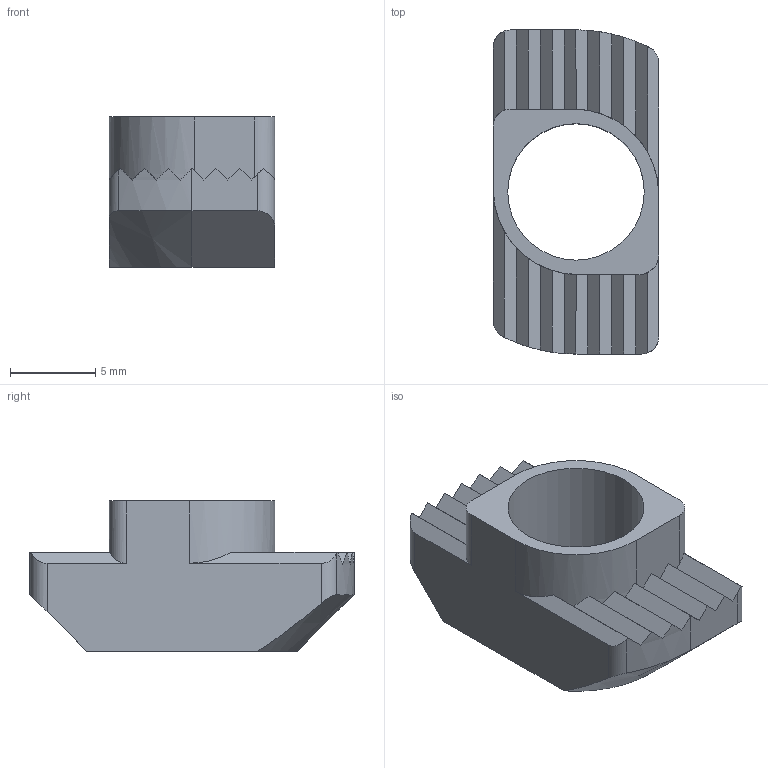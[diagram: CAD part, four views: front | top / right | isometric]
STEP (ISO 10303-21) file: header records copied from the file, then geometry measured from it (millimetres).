
FILE_DESCRIPTION(/* description */ (''),/* implementation_level */ '2;1');
FILE_NAME(/* name */ '122095',/* time_stamp */ '2014-10-06T11:48:28+02:00',/* author */ (''),/* organization */ (''),/* preprocessor_version */ 'ST-DEVELOPER v14',/* originating_system */ 'HiCAD 2013 1802.4 Build 509',/* authorisation */ '');
FILE_SCHEMA (('AUTOMOTIVE_DESIGN { 1 0 10303 214 1 1 1 1 }'));
Length unit declared in the file: millimetre
Products named in the file (2): Root; 122095Hamermoer 10 - M8BOIKON
Assembly tree (1 placements, depth 2):
  Root
    122095Hamermoer 10 - M8BOIKON
Bounding box: 9.7 x 19 x 8.8 mm (x, y, z)
Volume: 706.7 mm3; surface area: 861.3 mm2
Topology: 1 solids, 1 shells, 51 faces, 144 edges, 96 vertices
Faces by surface type: plane 38, cylinder 11, cone 2
Full cylindrical faces by diameter (mm): 8 x1
Entity records: 3172 total; most frequent: CARTESIAN_POINT 352, DIRECTION 300, PRESENTATION_STYLE_ASSIGNMENT 285, COLOUR_RGB 285, DRAUGHTING_PRE_DEFINED_CURVE_FONT 284, CURVE_STYLE 284, OVER_RIDING_STYLED_ITEM 284, ORIENTED_EDGE 284
